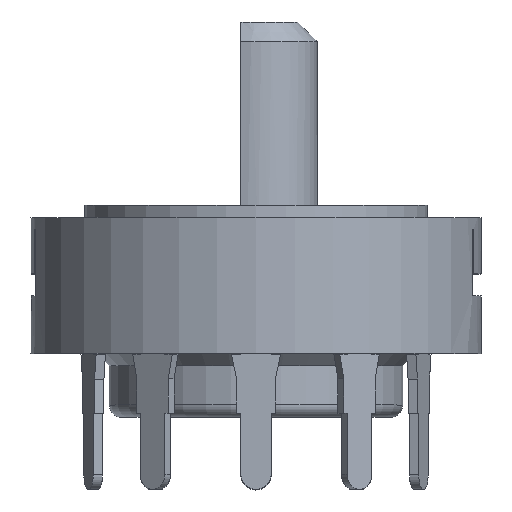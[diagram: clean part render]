
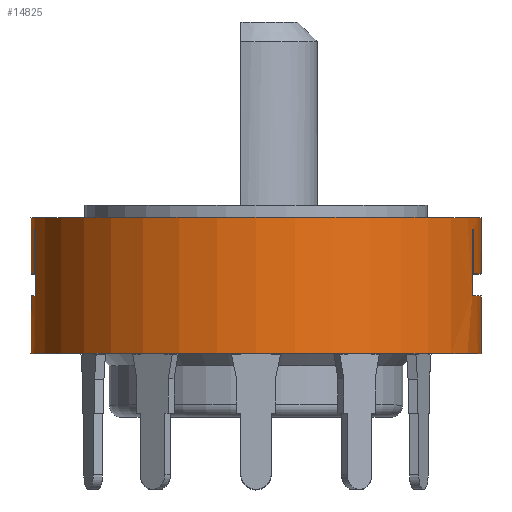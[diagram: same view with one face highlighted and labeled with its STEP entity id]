
A CAD part, top view. The second image highlights one B-rep face of the part: STEP entity #14825.
In plain terms, the highlighted cylindrical face has radius 11.684 mm (diameter 23.368 mm), a full revolution.
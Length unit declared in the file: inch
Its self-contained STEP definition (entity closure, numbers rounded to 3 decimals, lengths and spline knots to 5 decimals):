
#284=CIRCLE('',#15250,0.46);
#295=CIRCLE('',#15267,0.46);
#297=CIRCLE('',#15271,0.46);
#304=CIRCLE('',#15304,0.46);
#324=CIRCLE('',#15460,0.46);
#325=CIRCLE('',#15461,0.46);
#326=CIRCLE('',#15462,0.46);
#327=CIRCLE('',#15463,0.46);
#333=CIRCLE('',#15494,0.46);
#360=CIRCLE('',#15691,0.46);
#419=CYLINDRICAL_SURFACE('',#15690,0.46);
#2907=ORIENTED_EDGE('',*,*,#5833,.T.);
#2908=ORIENTED_EDGE('',*,*,#6244,.F.);
#2909=ORIENTED_EDGE('',*,*,#6135,.T.);
#2910=ORIENTED_EDGE('',*,*,#5572,.T.);
#2911=ORIENTED_EDGE('',*,*,#5492,.F.);
#2912=ORIENTED_EDGE('',*,*,#5075,.F.);
#2913=ORIENTED_EDGE('',*,*,#4955,.T.);
#2914=ORIENTED_EDGE('',*,*,#5571,.T.);
#2915=ORIENTED_EDGE('',*,*,#5927,.F.);
#2916=ORIENTED_EDGE('',*,*,#4978,.T.);
#2917=ORIENTED_EDGE('',*,*,#4968,.F.);
#2918=ORIENTED_EDGE('',*,*,#6205,.T.);
#2919=ORIENTED_EDGE('',*,*,#5566,.T.);
#2920=ORIENTED_EDGE('',*,*,#5582,.F.);
#2921=ORIENTED_EDGE('',*,*,#4938,.F.);
#2922=ORIENTED_EDGE('',*,*,#6245,.T.);
#2923=ORIENTED_EDGE('',*,*,#5568,.T.);
#2924=ORIENTED_EDGE('',*,*,#4974,.F.);
#4938=EDGE_CURVE('',#7074,#7072,#284,.T.);
#4955=EDGE_CURVE('',#7090,#7089,#8473,.T.);
#4968=EDGE_CURVE('',#7101,#7102,#295,.T.);
#4974=EDGE_CURVE('',#7102,#7106,#8486,.T.);
#4978=EDGE_CURVE('',#7108,#7108,#297,.T.);
#5075=EDGE_CURVE('',#7090,#7186,#304,.T.);
#5492=EDGE_CURVE('',#7186,#7524,#8967,.T.);
#5566=EDGE_CURVE('',#7580,#7579,#324,.T.);
#5568=EDGE_CURVE('',#7581,#7106,#325,.T.);
#5571=EDGE_CURVE('',#7089,#7582,#326,.T.);
#5572=EDGE_CURVE('',#7583,#7524,#327,.T.);
#5582=EDGE_CURVE('',#7072,#7579,#9046,.T.);
#5833=EDGE_CURVE('',#7737,#7737,#333,.T.);
#5927=EDGE_CURVE('',#7788,#7582,#9377,.T.);
#6135=EDGE_CURVE('',#7892,#7583,#9535,.T.);
#6205=EDGE_CURVE('',#7101,#7580,#9600,.T.);
#6244=EDGE_CURVE('',#7892,#7788,#360,.T.);
#6245=EDGE_CURVE('',#7074,#7581,#9629,.T.);
#7072=VERTEX_POINT('',#20219);
#7074=VERTEX_POINT('',#20223);
#7089=VERTEX_POINT('',#20258);
#7090=VERTEX_POINT('',#20260);
#7101=VERTEX_POINT('',#20286);
#7102=VERTEX_POINT('',#20288);
#7106=VERTEX_POINT('',#20299);
#7108=VERTEX_POINT('',#20306);
#7186=VERTEX_POINT('',#20544);
#7524=VERTEX_POINT('',#21630);
#7579=VERTEX_POINT('',#21779);
#7580=VERTEX_POINT('',#21781);
#7581=VERTEX_POINT('',#21784);
#7582=VERTEX_POINT('',#21787);
#7583=VERTEX_POINT('',#21790);
#7737=VERTEX_POINT('',#22299);
#7788=VERTEX_POINT('',#22508);
#7892=VERTEX_POINT('',#23118);
#8473=LINE('',#20259,#10386);
#8486=LINE('',#20298,#10399);
#8967=LINE('',#21629,#10880);
#9046=LINE('',#21807,#10959);
#9377=LINE('',#22509,#11290);
#9535=LINE('',#23117,#11448);
#9600=LINE('',#23259,#11513);
#9629=LINE('',#23424,#11542);
#10386=VECTOR('',#16340,39.37008);
#10399=VECTOR('',#16373,39.37008);
#10880=VECTOR('',#17182,39.37008);
#10959=VECTOR('',#17329,39.37008);
#11290=VECTOR('',#17788,39.37008);
#11448=VECTOR('',#18110,39.37008);
#11513=VECTOR('',#18275,39.37008);
#11542=VECTOR('',#18362,39.37008);
#12611=EDGE_LOOP('',(#2907));
#12612=EDGE_LOOP('',(#2908,#2909,#2910,#2911,#2912,#2913,#2914,#2915));
#12613=EDGE_LOOP('',(#2916));
#12614=EDGE_LOOP('',(#2917,#2918,#2919,#2920,#2921,#2922,#2923,#2924));
#13413=FACE_BOUND('',#12611,.T.);
#13414=FACE_BOUND('',#12612,.T.);
#13415=FACE_BOUND('',#12613,.T.);
#13416=FACE_BOUND('',#12614,.T.);
#14825=ADVANCED_FACE('',(#13413,#13414,#13415,#13416),#419,.T.);
#15250=AXIS2_PLACEMENT_3D('',#20224,#16311,#16312);
#15267=AXIS2_PLACEMENT_3D('',#20287,#16364,#16365);
#15271=AXIS2_PLACEMENT_3D('',#20305,#16380,#16381);
#15304=AXIS2_PLACEMENT_3D('',#20543,#16533,#16534);
#15460=AXIS2_PLACEMENT_3D('',#21780,#17304,#17305);
#15461=AXIS2_PLACEMENT_3D('',#21783,#17307,#17308);
#15462=AXIS2_PLACEMENT_3D('',#21788,#17311,#17312);
#15463=AXIS2_PLACEMENT_3D('',#21789,#17313,#17314);
#15494=AXIS2_PLACEMENT_3D('',#22298,#17626,#17627);
#15690=AXIS2_PLACEMENT_3D('',#23422,#18358,#18359);
#15691=AXIS2_PLACEMENT_3D('',#23423,#18360,#18361);
#16311=DIRECTION('',(0.,1.,0.));
#16312=DIRECTION('',(0.961,0.,0.276));
#16340=DIRECTION('',(0.,1.,0.));
#16364=DIRECTION('',(0.,-1.,0.));
#16365=DIRECTION('',(1.,0.,0.));
#16373=DIRECTION('',(0.,1.,0.));
#16380=DIRECTION('',(0.,-1.,0.));
#16381=DIRECTION('',(1.,0.,0.));
#16533=DIRECTION('',(0.,-1.,0.));
#16534=DIRECTION('',(-0.985,0.,0.174));
#17182=DIRECTION('',(0.,1.,0.));
#17304=DIRECTION('',(0.,1.,0.));
#17305=DIRECTION('',(0.966,0.,-0.259));
#17307=DIRECTION('',(0.,1.,0.));
#17308=DIRECTION('',(0.961,0.,0.276));
#17311=DIRECTION('',(0.,1.,0.));
#17312=DIRECTION('',(-0.985,0.,0.174));
#17313=DIRECTION('',(0.,1.,0.));
#17314=DIRECTION('',(-0.982,0.,-0.191));
#17329=DIRECTION('',(0.,1.,0.));
#17626=DIRECTION('',(0.,1.,0.));
#17627=DIRECTION('',(1.,0.,0.));
#17788=DIRECTION('',(0.,1.,0.));
#18110=DIRECTION('',(0.,1.,0.));
#18275=DIRECTION('',(0.,1.,0.));
#18358=DIRECTION('',(0.,-1.,0.));
#18359=DIRECTION('',(1.,0.,0.));
#18360=DIRECTION('',(0.,1.,0.));
#18361=DIRECTION('',(-1.,0.,0.));
#18362=DIRECTION('',(0.,1.,0.));
#20219=CARTESIAN_POINT('',(0.44218,0.118,-0.12679));
#20223=CARTESIAN_POINT('',(0.44218,0.118,0.12679));
#20224=CARTESIAN_POINT('',(0.,0.118,0.));
#20258=CARTESIAN_POINT('',(-0.45301,0.253,0.07988));
#20259=CARTESIAN_POINT('',(-0.45301,0.163,0.07988));
#20260=CARTESIAN_POINT('',(-0.45301,0.163,0.07988));
#20286=CARTESIAN_POINT('',(0.44433,0.163,-0.11906));
#20287=CARTESIAN_POINT('',(0.,0.163,0.));
#20288=CARTESIAN_POINT('',(0.44433,0.163,0.11906));
#20298=CARTESIAN_POINT('',(0.44433,0.163,0.11906));
#20299=CARTESIAN_POINT('',(0.44433,0.253,0.11906));
#20305=CARTESIAN_POINT('',(0.,0.278,0.));
#20306=CARTESIAN_POINT('',(0.46,0.278,0.));
#20543=CARTESIAN_POINT('',(0.,0.163,0.));
#20544=CARTESIAN_POINT('',(-0.45301,0.163,-0.07988));
#21629=CARTESIAN_POINT('',(-0.45301,0.163,-0.07988));
#21630=CARTESIAN_POINT('',(-0.45301,0.253,-0.07988));
#21779=CARTESIAN_POINT('',(0.44218,0.253,-0.12679));
#21780=CARTESIAN_POINT('',(0.,0.253,0.));
#21781=CARTESIAN_POINT('',(0.44433,0.253,-0.11906));
#21783=CARTESIAN_POINT('',(0.,0.253,0.));
#21784=CARTESIAN_POINT('',(0.44218,0.253,0.12679));
#21787=CARTESIAN_POINT('',(-0.45155,0.253,0.08777));
#21788=CARTESIAN_POINT('',(0.,0.253,0.));
#21789=CARTESIAN_POINT('',(0.,0.253,0.));
#21790=CARTESIAN_POINT('',(-0.45155,0.253,-0.08777));
#21807=CARTESIAN_POINT('',(0.44218,0.118,-0.12679));
#22298=CARTESIAN_POINT('',(0.,0.,0.));
#22299=CARTESIAN_POINT('',(0.46,0.,0.));
#22508=CARTESIAN_POINT('',(-0.45155,0.118,0.08777));
#22509=CARTESIAN_POINT('',(-0.45155,0.118,0.08777));
#23117=CARTESIAN_POINT('',(-0.45155,0.118,-0.08777));
#23118=CARTESIAN_POINT('',(-0.45155,0.118,-0.08777));
#23259=CARTESIAN_POINT('',(0.44433,0.163,-0.11906));
#23422=CARTESIAN_POINT('',(0.,-0.14965,0.));
#23423=CARTESIAN_POINT('',(0.,0.118,0.));
#23424=CARTESIAN_POINT('',(0.44218,0.118,0.12679));
